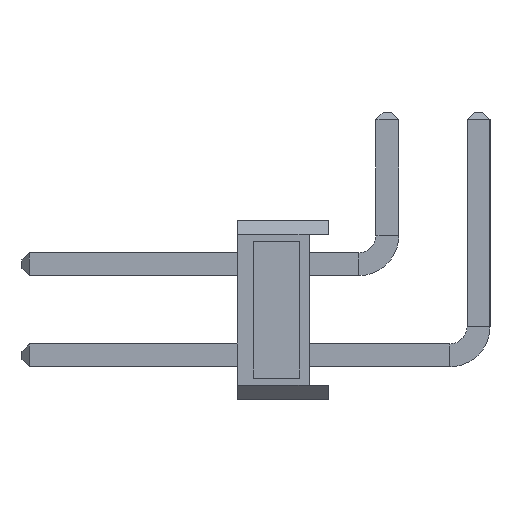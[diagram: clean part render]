
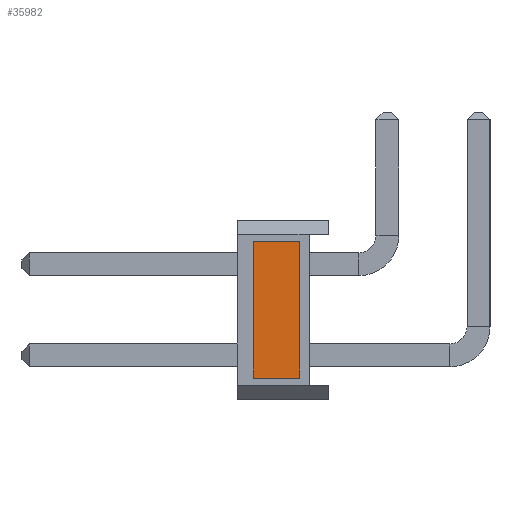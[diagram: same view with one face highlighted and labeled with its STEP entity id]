
A CAD part, left-side view. The second image highlights one B-rep face of the part: STEP entity #35982.
In plain terms, the highlighted planar face has unit normal (-1, 0, 0).
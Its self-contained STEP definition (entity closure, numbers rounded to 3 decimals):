
#375 = CARTESIAN_POINT ( 'NONE',  ( -1.27, 2.1, -1.9 ) ) ;
#2674 = DIRECTION ( 'NONE',  ( 1., 0., 0. ) ) ;
#3588 = CARTESIAN_POINT ( 'NONE',  ( -1.27, 2.1, -1.9 ) ) ;
#4166 = CARTESIAN_POINT ( 'NONE',  ( -1.27, 2.1, 0. ) ) ;
#5194 = EDGE_CURVE ( 'NONE', #41589, #16574, #21064, .T. ) ;
#7142 = ORIENTED_EDGE ( 'NONE', *, *, #30883, .T. ) ;
#7150 = CARTESIAN_POINT ( 'NONE',  ( -1.27, 0.8, -1.9 ) ) ;
#10218 = ORIENTED_EDGE ( 'NONE', *, *, #5194, .F. ) ;
#10971 = ORIENTED_EDGE ( 'NONE', *, *, #11943, .F. ) ;
#11223 = VECTOR ( 'NONE', #38024, 1000. ) ;
#11943 = EDGE_CURVE ( 'NONE', #16574, #22211, #22234, .T. ) ;
#14251 = AXIS2_PLACEMENT_3D ( 'NONE', #36748, #2674, #26639 ) ;
#15054 = VECTOR ( 'NONE', #39331, 1000. ) ;
#15217 = DIRECTION ( 'NONE',  ( 0., 0., 1. ) ) ;
#15314 = VECTOR ( 'NONE', #34558, 1000. ) ;
#16018 = VERTEX_POINT ( 'NONE', #7150 ) ;
#16574 = VERTEX_POINT ( 'NONE', #41656 ) ;
#21064 = LINE ( 'NONE', #4166, #38568 ) ;
#22211 = VERTEX_POINT ( 'NONE', #28752 ) ;
#22234 = LINE ( 'NONE', #30104, #15314 ) ;
#23775 = EDGE_LOOP ( 'NONE', ( #34389, #10971, #10218, #7142 ) ) ;
#26639 = DIRECTION ( 'NONE',  ( 0., 0., -1. ) ) ;
#26689 = LINE ( 'NONE', #375, #11223 ) ;
#26933 = PLANE ( 'NONE',  #14251 ) ;
#28752 = CARTESIAN_POINT ( 'NONE',  ( -1.27, 0.8, 1.9 ) ) ;
#30104 = CARTESIAN_POINT ( 'NONE',  ( -1.27, 2.1, 1.9 ) ) ;
#30883 = EDGE_CURVE ( 'NONE', #41589, #16018, #26689, .T. ) ;
#31016 = LINE ( 'NONE', #43157, #15054 ) ;
#34389 = ORIENTED_EDGE ( 'NONE', *, *, #43892, .T. ) ;
#34558 = DIRECTION ( 'NONE',  ( 0., -1., 0. ) ) ;
#35982 = ADVANCED_FACE ( 'NONE', ( #43355 ), #26933, .F. ) ;
#36748 = CARTESIAN_POINT ( 'NONE',  ( -1.27, 2.1, 0. ) ) ;
#38024 = DIRECTION ( 'NONE',  ( 0., -1., 0. ) ) ;
#38568 = VECTOR ( 'NONE', #15217, 1000. ) ;
#39331 = DIRECTION ( 'NONE',  ( 0., 0., 1. ) ) ;
#41589 = VERTEX_POINT ( 'NONE', #3588 ) ;
#41656 = CARTESIAN_POINT ( 'NONE',  ( -1.27, 2.1, 1.9 ) ) ;
#43157 = CARTESIAN_POINT ( 'NONE',  ( -1.27, 0.8, 0. ) ) ;
#43355 = FACE_OUTER_BOUND ( 'NONE', #23775, .T. ) ;
#43892 = EDGE_CURVE ( 'NONE', #16018, #22211, #31016, .T. ) ;
